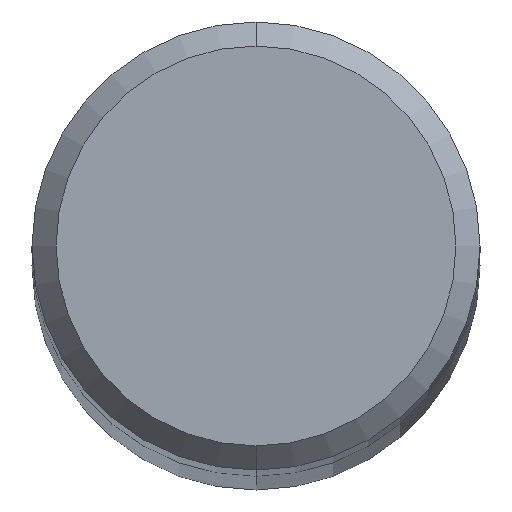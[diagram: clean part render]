
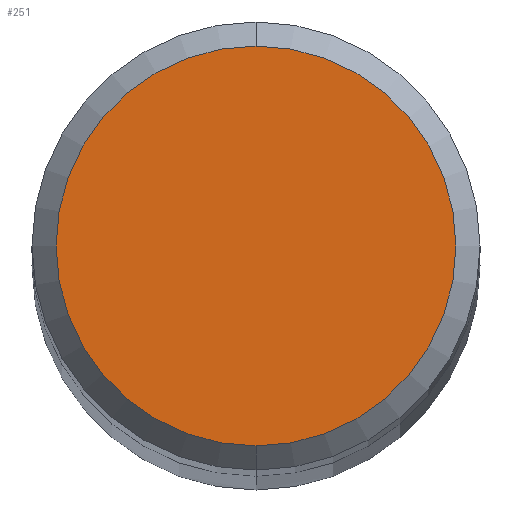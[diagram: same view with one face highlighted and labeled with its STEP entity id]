
A CAD part, top view. The second image highlights one B-rep face of the part: STEP entity #251.
In plain terms, the highlighted planar face has unit normal (0, 0, 1).
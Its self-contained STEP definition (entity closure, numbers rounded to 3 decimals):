
#199=VERTEX_POINT('',#463);
#221=EDGE_CURVE('',#199,#287,#485,.T.);
#251=ADVANCED_FACE('',(#517),#518,.T.);
#287=VERTEX_POINT('',#559);
#323=EDGE_CURVE('',#287,#199,#597,.T.);
#463=CARTESIAN_POINT('',(0.,-4.15,70.0));
#485=CIRCLE('',#806,4.15);
#517=FACE_OUTER_BOUND('',#905,.T.);
#518=PLANE('',#906);
#559=CARTESIAN_POINT('',(0.0,4.15,70.0));
#597=CIRCLE('',#1106,4.15);
#806=AXIS2_PLACEMENT_3D('',#1348,#1349,#1350);
#905=EDGE_LOOP('',(#1377,#1378));
#906=AXIS2_PLACEMENT_3D('',#1379,#1380,#1381);
#1106=AXIS2_PLACEMENT_3D('',#1477,#1478,#1479);
#1348=CARTESIAN_POINT('',(0.0,0.0,70.0));
#1349=DIRECTION('',(0.0,0.0,-1.0));
#1350=DIRECTION('',(0.0,1.0,0.0));
#1377=ORIENTED_EDGE('',*,*,#323,.F.);
#1378=ORIENTED_EDGE('',*,*,#221,.F.);
#1379=CARTESIAN_POINT('',(0.0,2.075,70.0));
#1380=DIRECTION('',(0.0,0.0,1.0));
#1381=DIRECTION('',(0.0,-1.0,0.0));
#1477=CARTESIAN_POINT('',(0.0,0.0,70.0));
#1478=DIRECTION('',(0.0,0.0,-1.0));
#1479=DIRECTION('',(0.0,1.0,0.0));
